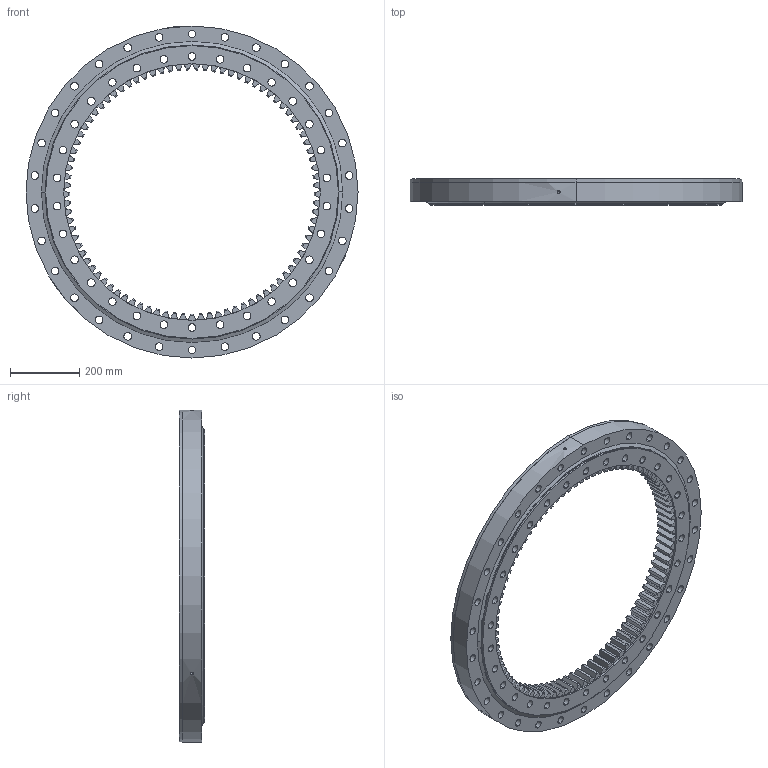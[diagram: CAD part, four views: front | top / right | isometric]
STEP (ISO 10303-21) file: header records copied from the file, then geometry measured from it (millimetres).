
FILE_DESCRIPTION (( 'STEP AP203' ), '1' );
FILE_NAME ('07-0849-00.STEP', '2017-12-27T10:49:01', ( 'defontaine' ), ( 'Hewlett-Packard Company' ), 'SwSTEP 2.0', 'SolidWorks 2016', '' );
FILE_SCHEMA (( 'CONFIG_CONTROL_DESIGN' ));
Length unit declared in the file: millimetre
Products named in the file (1): 07-0849-00
Bounding box: 960 x 75 x 960 mm (x, y, z)
Volume: 17073520.7 mm3; surface area: 1972492.3 mm2
Topology: 5 solids, 5 shells, 738 faces, 2147 edges, 1422 vertices
Faces by surface type: cylinder 325, cone 195, plane 194, torus 24
Entity records: 25799 total; most frequent: CARTESIAN_POINT 5832, ORIENTED_EDGE 4294, DIRECTION 4136, EDGE_CURVE 2147, AXIS2_PLACEMENT_3D 1630, VERTEX_POINT 1422, CIRCLE 891, LINE 876
